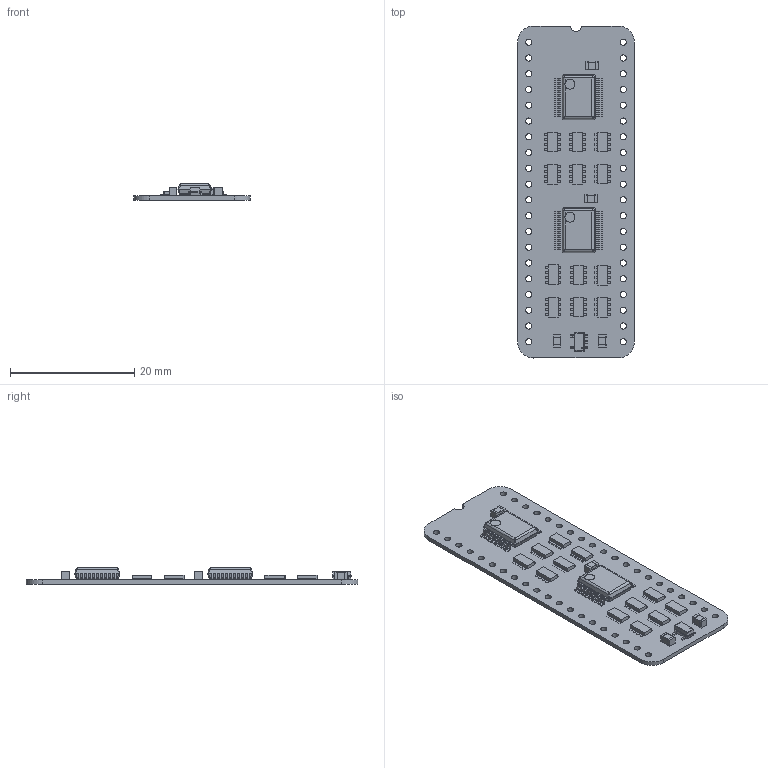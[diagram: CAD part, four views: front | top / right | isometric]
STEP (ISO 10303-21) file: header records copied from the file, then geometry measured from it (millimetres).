
FILE_DESCRIPTION(('KiCad electronic assembly'),'2;1');
FILE_NAME('Address Buffer 16bit.step','2024-06-07T08:47:15',('Pcbnew'),( 'Kicad'),'Open CASCADE STEP processor 7.7','KiCad to STEP converter' ,'Unknown');
FILE_SCHEMA(('AUTOMOTIVE_DESIGN { 1 0 10303 214 1 1 1 1 }'));
Length unit declared in the file: millimetre
Products named in the file (10): Address Buffer 16bit 1; CAY16-470J4LF; ASSEMBLY; SN74ABT245BDBR; DB0020A_ASM; C_0805_2012Metric; AP7365-33WG-7; Address Buffer 16bit_PCB
Assembly tree (24 placements, depth 3):
  Address Buffer 16bit 1
    CAY16-470J4LF  x12
      ASSEMBLY
    SN74ABT245BDBR  x2
      DB0020A_ASM
    C_0805_2012Metric  x4
      C_0805_2012Metric
    AP7365-33WG-7
      ASSEMBLY
    Address Buffer 16bit_PCB
Bounding box: 18.8 x 53.49 x 2.65 mm (x, y, z)
Volume: 864.2 mm3; surface area: 2749.6 mm2
Topology: 161 solids, 161 shells, 1551 faces, 3596 edges, 2376 vertices
Faces by surface type: plane 1214, cylinder 321, bspline 16
Full cylindrical faces by diameter (mm): 0.2 x1, 1 x40
Entity records: 17482 total; most frequent: CARTESIAN_POINT 3400, DIRECTION 2781, ORIENTED_EDGE 2734, EDGE_CURVE 1367, LINE 999, VECTOR 999, VERTEX_POINT 898, AXIS2_PLACEMENT_3D 891
